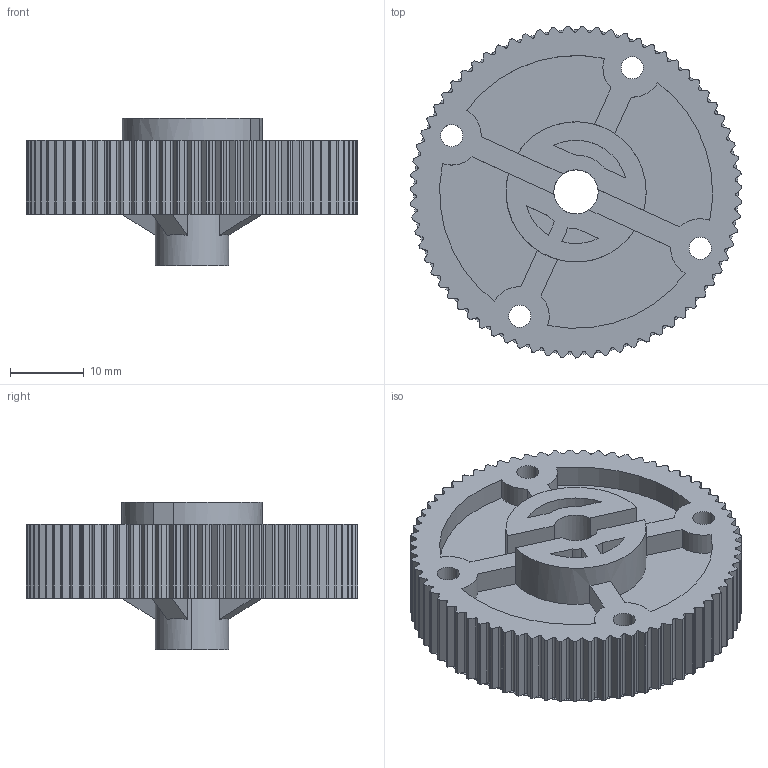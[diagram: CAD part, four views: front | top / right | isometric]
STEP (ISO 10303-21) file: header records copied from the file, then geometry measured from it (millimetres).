
FILE_DESCRIPTION (( 'STEP AP203' ), '1' );
FILE_NAME ('Poulie réceptrice Z=71_Défaut_sldprt.STEP', '2024-09-06T13:40:04', ( '' ), ( '' ), 'SwSTEP 2.0', 'SolidWorks 2020', '' );
FILE_SCHEMA (( 'CONFIG_CONTROL_DESIGN' ));
Length unit declared in the file: millimetre
Products named in the file (1): Poulie réceptrice Z=71_Défaut_sldprt
Bounding box: 44.99 x 44.99 x 20 mm (x, y, z)
Volume: 11260.4 mm3; surface area: 7662.5 mm2
Topology: 1 solids, 1 shells, 693 faces, 1912 edges, 1226 vertices
Faces by surface type: cylinder 362, plane 331
Entity records: 22373 total; most frequent: DIRECTION 4174, CARTESIAN_POINT 3844, ORIENTED_EDGE 3824, EDGE_CURVE 1912, AXIS2_PLACEMENT_3D 1572, VERTEX_POINT 1226, VECTOR 1030, LINE 1030
